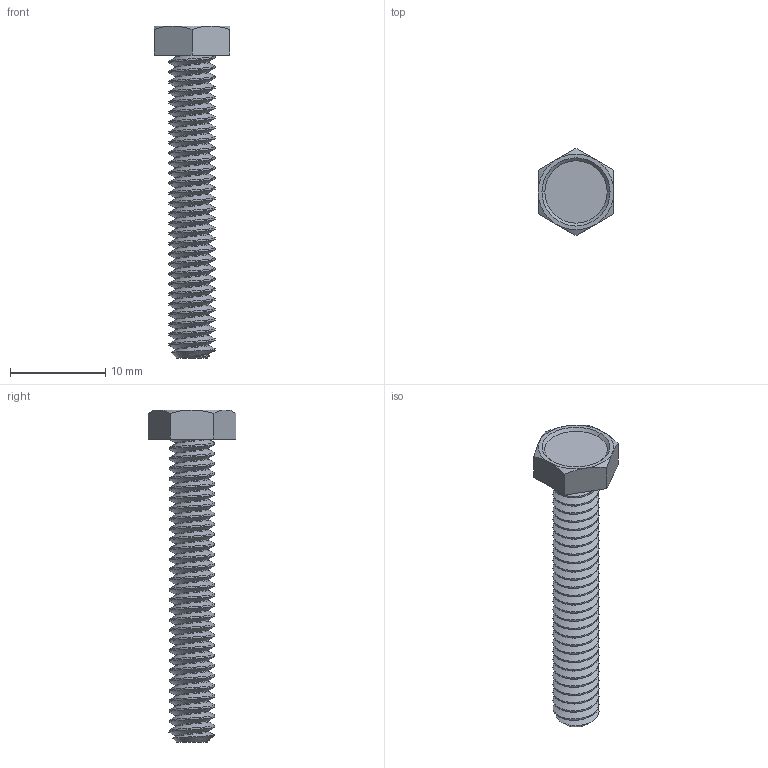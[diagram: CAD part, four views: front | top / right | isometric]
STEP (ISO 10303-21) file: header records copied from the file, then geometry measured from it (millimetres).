
FILE_DESCRIPTION (( 'STEP AP203' ), '1' );
FILE_NAME ('93075A249.step', '2012-07-12T16:23:22', ( 'Admin' ), ( 'Microsoft' ), 'SwSTEP 2.0', 'SolidWorks 2012', '' );
FILE_SCHEMA (( 'CONFIG_CONTROL_DESIGN' ));
Length unit declared in the file: inch
Products named in the file (1): 93075A249
Bounding box: 7.94 x 9.17 x 34.8 mm (x, y, z)
Volume: 591.8 mm3; surface area: 916.3 mm2
Topology: 1 solids, 1 shells, 84 faces, 233 edges, 153 vertices
Faces by surface type: cylinder 60, cone 11, plane 10, bspline 3
Entity records: 7540 total; most frequent: CARTESIAN_POINT 5713, ORIENTED_EDGE 466, DIRECTION 270, EDGE_CURVE 233, VERTEX_POINT 153, AXIS2_PLACEMENT_3D 97, EDGE_LOOP 86, ADVANCED_FACE 84
